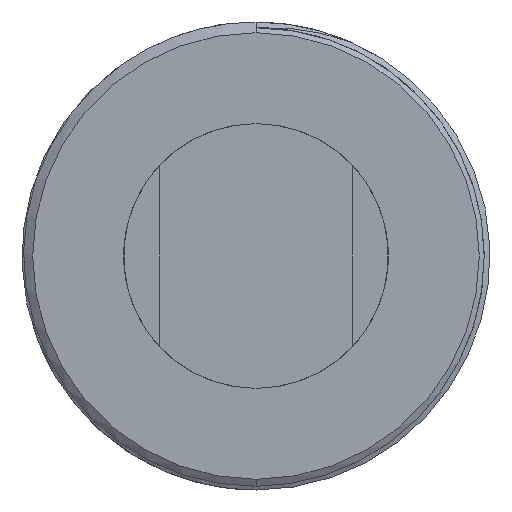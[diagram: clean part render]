
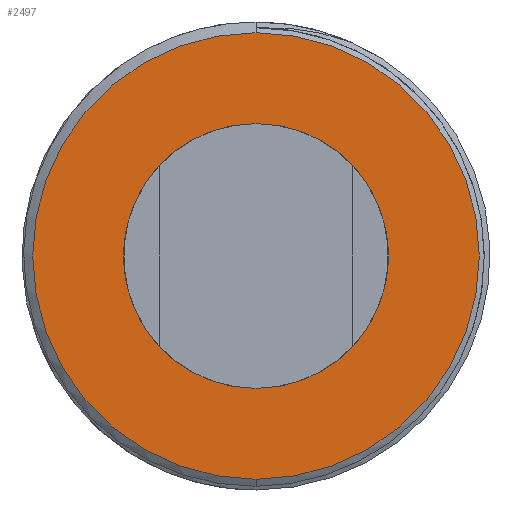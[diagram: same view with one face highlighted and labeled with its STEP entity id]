
A CAD part, left-side view. The second image highlights one B-rep face of the part: STEP entity #2497.
In plain terms, the highlighted planar face has unit normal (-1, 0, 0).
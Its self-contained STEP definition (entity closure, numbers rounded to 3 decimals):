
#46 = DIRECTION ( 'NONE',  ( -1., 0., 0. ) ) ;
#118 = CARTESIAN_POINT ( 'NONE',  ( 2.25, 0., -31.211 ) ) ;
#177 = DIRECTION ( 'NONE',  ( -1., 0., 0. ) ) ;
#208 = EDGE_LOOP ( 'NONE', ( #2953, #3333 ) ) ;
#209 = DIRECTION ( 'NONE',  ( -1., 0., 0. ) ) ;
#297 = FACE_BOUND ( 'NONE', #2389, .T. ) ;
#309 = VERTEX_POINT ( 'NONE', #2265 ) ;
#312 = AXIS2_PLACEMENT_3D ( 'NONE', #2976, #46, #902 ) ;
#326 = VERTEX_POINT ( 'NONE', #2470 ) ;
#334 = CARTESIAN_POINT ( 'NONE',  ( 2.25, 0., 0. ) ) ;
#571 = AXIS2_PLACEMENT_3D ( 'NONE', #2380, #209, #3399 ) ;
#579 = ORIENTED_EDGE ( 'NONE', *, *, #2997, .F. ) ;
#734 = CIRCLE ( 'NONE', #571, 31.211 ) ;
#863 = CARTESIAN_POINT ( 'NONE',  ( 2.25, 18.5, 0. ) ) ;
#902 = DIRECTION ( 'NONE',  ( 0., 0., 1. ) ) ;
#1116 = CIRCLE ( 'NONE', #3057, 18.5 ) ;
#1153 = AXIS2_PLACEMENT_3D ( 'NONE', #863, #2410, #2643 ) ;
#1239 = DIRECTION ( 'NONE',  ( 0., 0., 1. ) ) ;
#1342 = CIRCLE ( 'NONE', #1777, 18.5 ) ;
#1357 = PLANE ( 'NONE',  #1153 ) ;
#1367 = CIRCLE ( 'NONE', #312, 31.211 ) ;
#1377 = CARTESIAN_POINT ( 'NONE',  ( 2.25, 0., 31.211 ) ) ;
#1397 = DIRECTION ( 'NONE',  ( -1., 0., 0. ) ) ;
#1777 = AXIS2_PLACEMENT_3D ( 'NONE', #334, #1397, #2446 ) ;
#2007 = VERTEX_POINT ( 'NONE', #1377 ) ;
#2018 = EDGE_CURVE ( 'NONE', #2790, #2007, #1367, .T. ) ;
#2079 = ORIENTED_EDGE ( 'NONE', *, *, #3220, .F. ) ;
#2265 = CARTESIAN_POINT ( 'NONE',  ( 2.25, 0., 18.5 ) ) ;
#2380 = CARTESIAN_POINT ( 'NONE',  ( 2.25, 0., 0. ) ) ;
#2389 = EDGE_LOOP ( 'NONE', ( #2079, #579 ) ) ;
#2410 = DIRECTION ( 'NONE',  ( 1., 0., 0. ) ) ;
#2446 = DIRECTION ( 'NONE',  ( 0., 0., 1. ) ) ;
#2470 = CARTESIAN_POINT ( 'NONE',  ( 2.25, 0., -18.5 ) ) ;
#2497 = ADVANCED_FACE ( 'NONE', ( #297, #2975 ), #1357, .F. ) ;
#2564 = CARTESIAN_POINT ( 'NONE',  ( 2.25, 0., 0. ) ) ;
#2643 = DIRECTION ( 'NONE',  ( 0., 0., -1. ) ) ;
#2790 = VERTEX_POINT ( 'NONE', #118 ) ;
#2953 = ORIENTED_EDGE ( 'NONE', *, *, #2018, .T. ) ;
#2975 = FACE_OUTER_BOUND ( 'NONE', #208, .T. ) ;
#2976 = CARTESIAN_POINT ( 'NONE',  ( 2.25, 0., 0. ) ) ;
#2997 = EDGE_CURVE ( 'NONE', #326, #309, #1116, .T. ) ;
#3057 = AXIS2_PLACEMENT_3D ( 'NONE', #2564, #177, #1239 ) ;
#3171 = EDGE_CURVE ( 'NONE', #2007, #2790, #734, .T. ) ;
#3220 = EDGE_CURVE ( 'NONE', #309, #326, #1342, .T. ) ;
#3333 = ORIENTED_EDGE ( 'NONE', *, *, #3171, .T. ) ;
#3399 = DIRECTION ( 'NONE',  ( 0., 0., 1. ) ) ;
